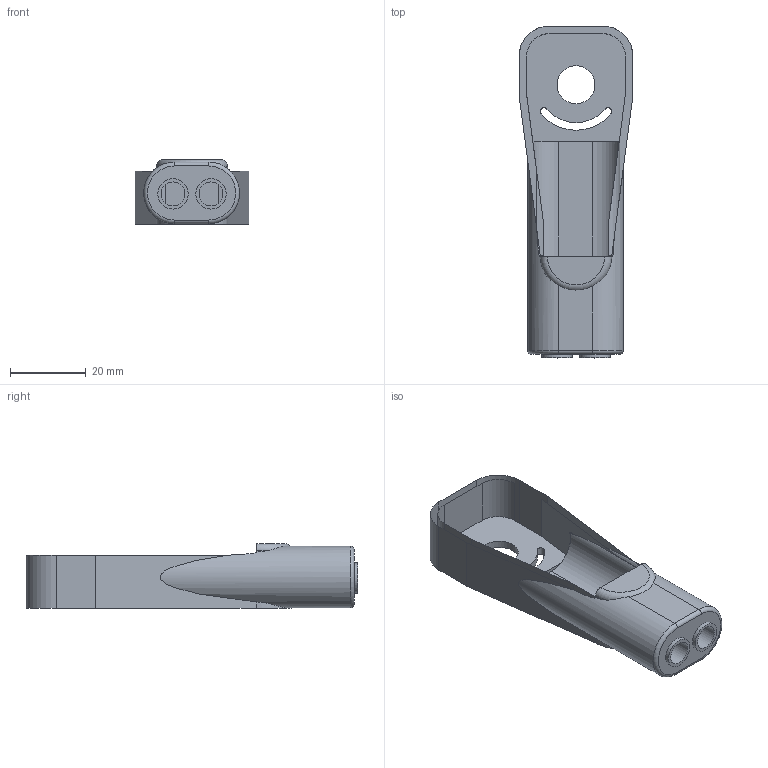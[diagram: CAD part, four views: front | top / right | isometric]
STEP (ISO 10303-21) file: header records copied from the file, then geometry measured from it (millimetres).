
FILE_DESCRIPTION((''),'2;1');
FILE_NAME('arm_weapon_part1.step','2015-04-11T12:32:20',('Usuario'),(''),'Autodesk Inventor 2013','Autodesk Inventor 2013','');
FILE_SCHEMA(('AUTOMOTIVE_DESIGN { 1 0 10303 214 1 1 1 1 }'));
Length unit declared in the file: millimetre
Products named in the file (1): arm_weapon_part1
Bounding box: 30 x 87.44 x 17 mm (x, y, z)
Volume: 8243.1 mm3; surface area: 11879.4 mm2
Topology: 1 solids, 1 shells, 86 faces, 286 edges, 170 vertices
Faces by surface type: plane 45, cylinder 35, sphere 3, torus 3
Full cylindrical faces by diameter (mm): 6.3 x2, 8 x4, 10 x1
Entity records: 2853 total; most frequent: CARTESIAN_POINT 682, DIRECTION 451, ORIENTED_EDGE 416, EDGE_CURVE 208, AXIS2_PLACEMENT_3D 173, VERTEX_POINT 137, VECTOR 105, LINE 105
